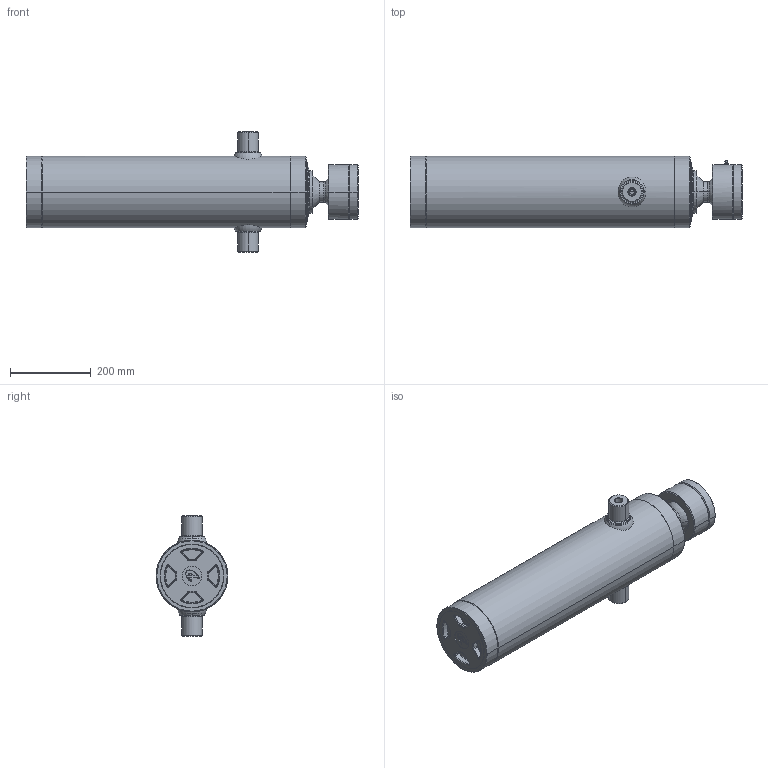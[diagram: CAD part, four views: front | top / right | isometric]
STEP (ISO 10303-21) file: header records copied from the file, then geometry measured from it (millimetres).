
FILE_DESCRIPTION (( 'STEP AP203' ), '1' );
FILE_NAME ('317.IR.STEP', '2014-10-20T08:08:56', ( '' ), ( '' ), 'SwSTEP 2.0', 'SolidWorks 2013', '' );
FILE_SCHEMA (( 'CONFIG_CONTROL_DESIGN' ));
Length unit declared in the file: millimetre
Products named in the file (1): 317.IR
Bounding box: 821 x 177.8 x 296.8 mm (x, y, z)
Surface area: 1287790.2 mm2 (no closed solid volume)
Topology: 0 solids, 23 shells, 278 faces, 743 edges, 482 vertices
Faces by surface type: cylinder 76, cone 75, torus 72, plane 44, bspline 9, sphere 2
Entity records: 10368 total; most frequent: CARTESIAN_POINT 3321, DIRECTION 1649, ORIENTED_EDGE 1255, EDGE_CURVE 737, AXIS2_PLACEMENT_3D 702, VERTEX_POINT 479, CIRCLE 432, EDGE_LOOP 300
